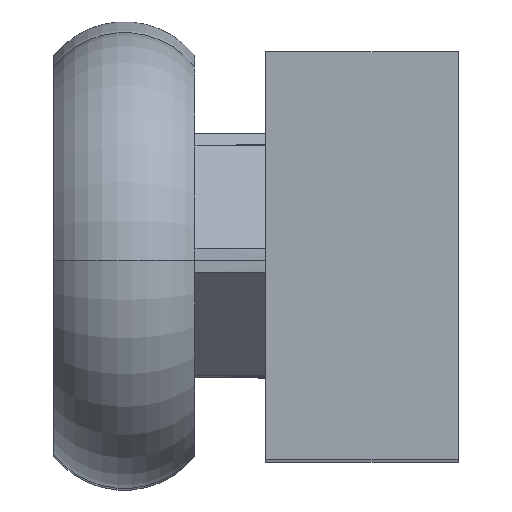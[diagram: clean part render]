
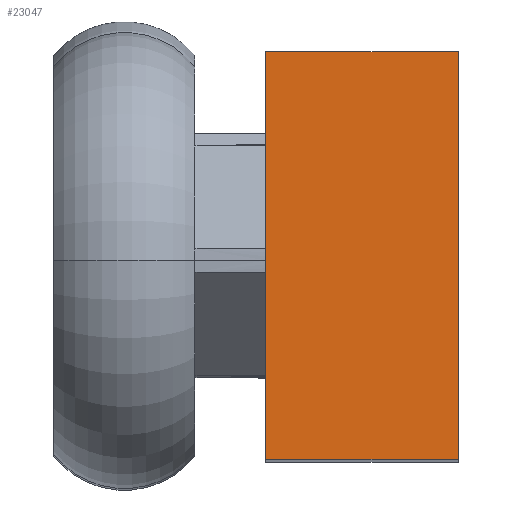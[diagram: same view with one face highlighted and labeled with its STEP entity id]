
A CAD part, top view. The second image highlights one B-rep face of the part: STEP entity #23047.
In plain terms, the highlighted planar face has unit normal (0, 0, 1).
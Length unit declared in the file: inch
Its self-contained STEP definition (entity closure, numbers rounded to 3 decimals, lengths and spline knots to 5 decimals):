
#1833 = EDGE_CURVE ( 'NONE', #41162, #5326, #28268, .T. ) ;
#2105 = FACE_OUTER_BOUND ( 'NONE', #39128, .T. ) ;
#3083 = DIRECTION ( 'NONE',  ( 1., 0., 0. ) ) ;
#3464 = ORIENTED_EDGE ( 'NONE', *, *, #1833, .T. ) ;
#5326 = VERTEX_POINT ( 'NONE', #28026 ) ;
#6949 = VERTEX_POINT ( 'NONE', #23036 ) ;
#9461 = VECTOR ( 'NONE', #33297, 39.37008 ) ;
#10132 = CARTESIAN_POINT ( 'NONE',  ( 1.04331, -0.625, -0.7874 ) ) ;
#11618 = EDGE_CURVE ( 'NONE', #15433, #41162, #36467, .T. ) ;
#12935 = EDGE_CURVE ( 'NONE', #5326, #6949, #27877, .T. ) ;
#14729 = VECTOR ( 'NONE', #32104, 39.37008 ) ;
#15433 = VERTEX_POINT ( 'NONE', #22454 ) ;
#16019 = CARTESIAN_POINT ( 'NONE',  ( 1.65108, 0.625, -0.7874 ) ) ;
#18748 = VECTOR ( 'NONE', #3083, 39.37008 ) ;
#20877 = CARTESIAN_POINT ( 'NONE',  ( 1.04331, 0.625, -0.7874 ) ) ;
#22454 = CARTESIAN_POINT ( 'NONE',  ( 1.04331, 0.625, -0.7874 ) ) ;
#22513 = CARTESIAN_POINT ( 'NONE',  ( 1.02608, 0.625, -0.7874 ) ) ;
#22654 = DIRECTION ( 'NONE',  ( 0., -1., 0. ) ) ;
#23036 = CARTESIAN_POINT ( 'NONE',  ( 1.63386, 0.625, -0.7874 ) ) ;
#23047 = ADVANCED_FACE ( 'NONE', ( #2105 ), #31717, .T. ) ;
#25278 = CARTESIAN_POINT ( 'NONE',  ( 1.65108, -0.625, -0.7874 ) ) ;
#27877 = LINE ( 'NONE', #41001, #41435 ) ;
#27972 = DIRECTION ( 'NONE',  ( 0., 1., 0. ) ) ;
#28026 = CARTESIAN_POINT ( 'NONE',  ( 1.63386, -0.625, -0.7874 ) ) ;
#28268 = LINE ( 'NONE', #25278, #18748 ) ;
#29252 = EDGE_CURVE ( 'NONE', #6949, #15433, #40281, .T. ) ;
#30949 = ORIENTED_EDGE ( 'NONE', *, *, #11618, .T. ) ;
#31717 = PLANE ( 'NONE',  #40393 ) ;
#32104 = DIRECTION ( 'NONE',  ( -1., 0., 0. ) ) ;
#33297 = DIRECTION ( 'NONE',  ( 0., -1., 0. ) ) ;
#36467 = LINE ( 'NONE', #20877, #9461 ) ;
#38185 = DIRECTION ( 'NONE',  ( 0., 0., 1. ) ) ;
#39128 = EDGE_LOOP ( 'NONE', ( #3464, #40867, #40266, #30949 ) ) ;
#40266 = ORIENTED_EDGE ( 'NONE', *, *, #29252, .T. ) ;
#40281 = LINE ( 'NONE', #16019, #14729 ) ;
#40393 = AXIS2_PLACEMENT_3D ( 'NONE', #22513, #38185, #22654 ) ;
#40867 = ORIENTED_EDGE ( 'NONE', *, *, #12935, .T. ) ;
#41001 = CARTESIAN_POINT ( 'NONE',  ( 1.63386, 0.625, -0.7874 ) ) ;
#41162 = VERTEX_POINT ( 'NONE', #10132 ) ;
#41435 = VECTOR ( 'NONE', #27972, 39.37008 ) ;
